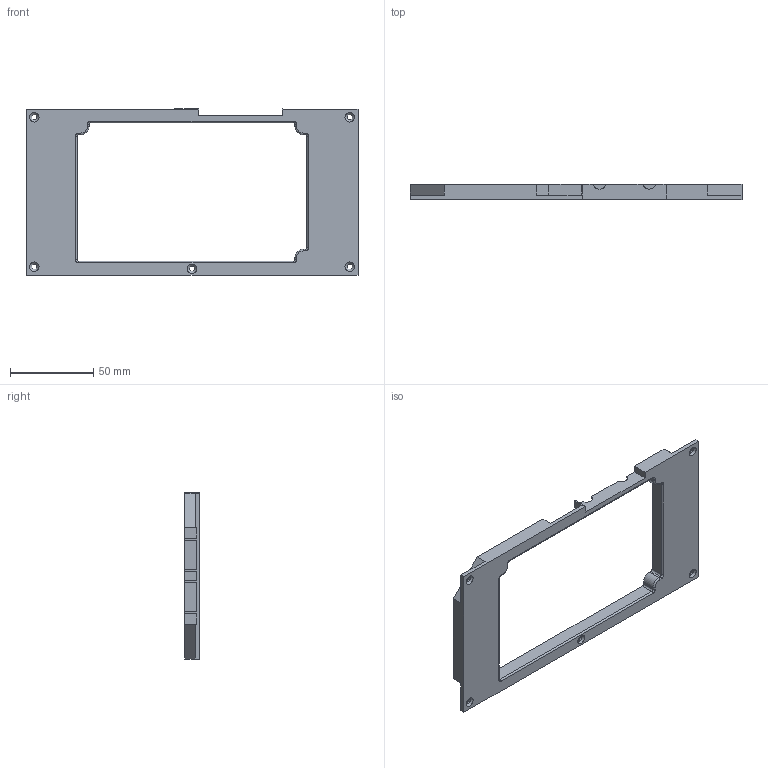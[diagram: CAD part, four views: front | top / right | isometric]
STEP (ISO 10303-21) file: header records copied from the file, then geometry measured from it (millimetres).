
FILE_DESCRIPTION(/* description */ (''),/* implementation_level */ '2;1');
FILE_NAME(/* name */ 'Electronics panel TOP R.step',/* time_stamp */ '2024-11-17T17:37:17+01:00',/* author */ (''),/* organization */ (''),/* preprocessor_version */ 'ST-DEVELOPER v20',/* originating_system */ 'Autodesk Translation Framework v13.20.0.188',/* authorisation */ '');
FILE_SCHEMA (('AUTOMOTIVE_DESIGN { 1 0 10303 214 3 1 1 }'));
Length unit declared in the file: millimetre
Products named in the file (1): Panel TOP
Bounding box: 200 x 9 x 100 mm (x, y, z)
Volume: 22962.8 mm3; surface area: 40720.4 mm2
Topology: 1 solids, 1 shells, 336 faces, 851 edges, 559 vertices
Faces by surface type: plane 281, cylinder 40, torus 10, cone 5
Full cylindrical faces by diameter (mm): 3.25 x5
Entity records: 10023 total; most frequent: CARTESIAN_POINT 1747, ORIENTED_EDGE 1702, DIRECTION 1629, EDGE_CURVE 851, LINE 747, VECTOR 747, VERTEX_POINT 559, AXIS2_PLACEMENT_3D 441
